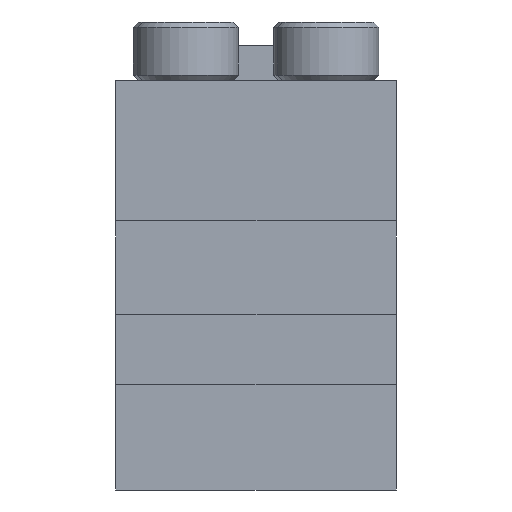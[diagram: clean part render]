
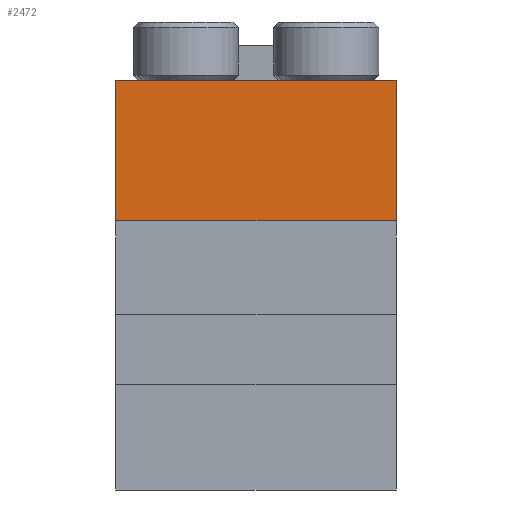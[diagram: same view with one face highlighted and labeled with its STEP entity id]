
A CAD part, front view. The second image highlights one B-rep face of the part: STEP entity #2472.
In plain terms, the highlighted planar face has unit normal (0, -1, 0).
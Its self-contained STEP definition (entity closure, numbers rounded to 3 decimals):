
#38 = VERTEX_POINT ( 'NONE', #3664 ) ;
#1314 = CARTESIAN_POINT ( 'NONE',  ( 0., -6.868, 12. ) ) ;
#1412 = DIRECTION ( 'NONE',  ( 0., 1., 0. ) ) ;
#1486 = ORIENTED_EDGE ( 'NONE', *, *, #5988, .F. ) ;
#1525 = CARTESIAN_POINT ( 'NONE',  ( 0., -6.868, 12. ) ) ;
#1797 = CARTESIAN_POINT ( 'NONE',  ( -6., -6.868, 12. ) ) ;
#2169 = CARTESIAN_POINT ( 'NONE',  ( 0., -6.868, 0. ) ) ;
#2472 = ADVANCED_FACE ( 'NONE', ( #8061 ), #2857, .F. ) ;
#2857 = PLANE ( 'NONE',  #3479 ) ;
#3156 = LINE ( 'NONE', #1797, #3443 ) ;
#3443 = VECTOR ( 'NONE', #4474, 1000. ) ;
#3479 = AXIS2_PLACEMENT_3D ( 'NONE', #4123, #1412, #6756 ) ;
#3664 = CARTESIAN_POINT ( 'NONE',  ( -6., -6.868, 0. ) ) ;
#3734 = ORIENTED_EDGE ( 'NONE', *, *, #6837, .F. ) ;
#3880 = CARTESIAN_POINT ( 'NONE',  ( 0., -6.868, 12. ) ) ;
#4123 = CARTESIAN_POINT ( 'NONE',  ( 0., -6.868, 12. ) ) ;
#4186 = LINE ( 'NONE', #2169, #7663 ) ;
#4474 = DIRECTION ( 'NONE',  ( 0., 0., -1. ) ) ;
#4716 = CARTESIAN_POINT ( 'NONE',  ( 0., -6.868, 0. ) ) ;
#5407 = VERTEX_POINT ( 'NONE', #3880 ) ;
#5988 = EDGE_CURVE ( 'NONE', #7113, #5407, #8264, .T. ) ;
#6004 = LINE ( 'NONE', #1314, #6657 ) ;
#6141 = VECTOR ( 'NONE', #8083, 1000. ) ;
#6168 = DIRECTION ( 'NONE',  ( 1., 0., 0. ) ) ;
#6248 = VERTEX_POINT ( 'NONE', #4716 ) ;
#6343 = EDGE_CURVE ( 'NONE', #38, #6248, #4186, .T. ) ;
#6657 = VECTOR ( 'NONE', #7428, 1000. ) ;
#6756 = DIRECTION ( 'NONE',  ( -1., 0., 0. ) ) ;
#6837 = EDGE_CURVE ( 'NONE', #5407, #6248, #6004, .T. ) ;
#7013 = ORIENTED_EDGE ( 'NONE', *, *, #6343, .T. ) ;
#7113 = VERTEX_POINT ( 'NONE', #8020 ) ;
#7428 = DIRECTION ( 'NONE',  ( 0., 0., -1. ) ) ;
#7494 = EDGE_LOOP ( 'NONE', ( #7013, #3734, #1486, #7952 ) ) ;
#7663 = VECTOR ( 'NONE', #6168, 1000. ) ;
#7882 = EDGE_CURVE ( 'NONE', #7113, #38, #3156, .T. ) ;
#7952 = ORIENTED_EDGE ( 'NONE', *, *, #7882, .T. ) ;
#8020 = CARTESIAN_POINT ( 'NONE',  ( -6., -6.868, 12. ) ) ;
#8061 = FACE_OUTER_BOUND ( 'NONE', #7494, .T. ) ;
#8083 = DIRECTION ( 'NONE',  ( 1., 0., 0. ) ) ;
#8264 = LINE ( 'NONE', #1525, #6141 ) ;
